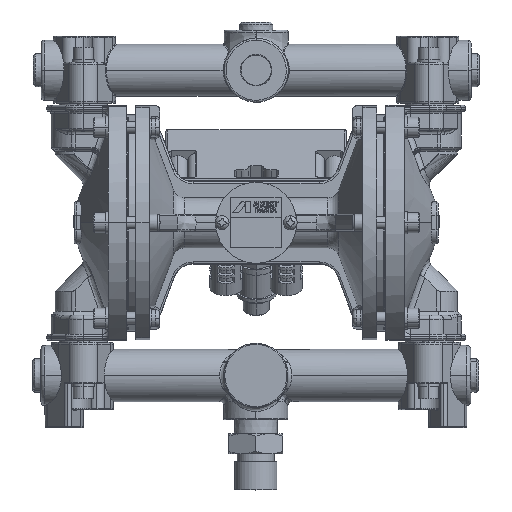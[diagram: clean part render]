
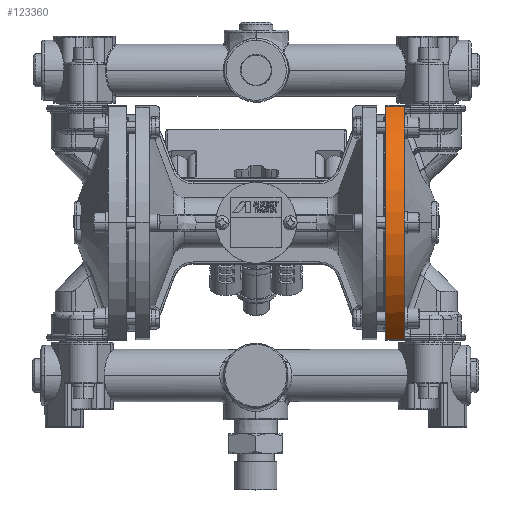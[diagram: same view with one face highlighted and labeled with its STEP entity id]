
A CAD part, top view. The second image highlights one B-rep face of the part: STEP entity #123360.
In plain terms, the highlighted cylindrical face has radius 65 mm (diameter 130 mm), a partial arc.
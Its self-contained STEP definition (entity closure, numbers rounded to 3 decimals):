
#3052 = CARTESIAN_POINT ( 'NONE',  ( 64.55, -58., 29.343 ) ) ;
#9299 = CARTESIAN_POINT ( 'NONE',  ( 73.673, 57.89, 29.56 ) ) ;
#9670 = DIRECTION ( 'NONE',  ( 0., 0., -1. ) ) ;
#11035 = CARTESIAN_POINT ( 'NONE',  ( 73.673, -57.89, 29.56 ) ) ;
#11580 = EDGE_CURVE ( 'NONE', #56542, #98321, #93744, .T. ) ;
#12152 = EDGE_CURVE ( 'NONE', #56542, #140906, #89161, .T. ) ;
#14201 = CARTESIAN_POINT ( 'NONE',  ( 73.715, 58., 29.343 ) ) ;
#28357 = EDGE_LOOP ( 'NONE', ( #154115, #169806, #150612, #130446, #186652, #131942 ) ) ;
#28784 = CARTESIAN_POINT ( 'NONE',  ( 73.65, -57.665, 29.997 ) ) ;
#38280 = VERTEX_POINT ( 'NONE', #56747 ) ;
#39801 = CARTESIAN_POINT ( 'NONE',  ( 73.65, 57.778, 29.778 ) ) ;
#41466 = DIRECTION ( 'NONE',  ( 1., 0., 0. ) ) ;
#43442 = VECTOR ( 'NONE', #111107, 1000. ) ;
#48751 = B_SPLINE_CURVE_WITH_KNOTS ( 'NONE', 3,
 ( #81667, #11035, #69219, #110283 ),
 .UNSPECIFIED., .F., .F.,
 ( 4, 4 ),
 ( 0., 0.001 ),
 .UNSPECIFIED. ) ;
#53685 = VECTOR ( 'NONE', #105379, 1000. ) ;
#56542 = VERTEX_POINT ( 'NONE', #180338 ) ;
#56747 = CARTESIAN_POINT ( 'NONE',  ( 73.715, -58., 29.343 ) ) ;
#69219 = CARTESIAN_POINT ( 'NONE',  ( 73.65, -57.778, 29.778 ) ) ;
#71032 = EDGE_CURVE ( 'NONE', #140906, #73437, #96797, .T. ) ;
#73437 = VERTEX_POINT ( 'NONE', #140589 ) ;
#81667 = CARTESIAN_POINT ( 'NONE',  ( 73.715, -58., 29.343 ) ) ;
#82750 = EDGE_CURVE ( 'NONE', #187042, #73437, #139734, .T. ) ;
#83437 = CARTESIAN_POINT ( 'NONE',  ( 134.571, 58., 29.343 ) ) ;
#85048 = AXIS2_PLACEMENT_3D ( 'NONE', #161895, #89453, #147599 ) ;
#89161 = B_SPLINE_CURVE_WITH_KNOTS ( 'NONE', 3,
 ( #126581, #39801, #9299, #97991 ),
 .UNSPECIFIED., .F., .F.,
 ( 4, 4 ),
 ( 0., 0.001 ),
 .UNSPECIFIED. ) ;
#89453 = DIRECTION ( 'NONE',  ( -1., 0., 0. ) ) ;
#93744 = CIRCLE ( 'NONE', #172977, 65. ) ;
#96483 = CYLINDRICAL_SURFACE ( 'NONE', #140161, 65. ) ;
#96797 = LINE ( 'NONE', #83437, #43442 ) ;
#97991 = CARTESIAN_POINT ( 'NONE',  ( 73.715, 58., 29.343 ) ) ;
#98321 = VERTEX_POINT ( 'NONE', #28784 ) ;
#105379 = DIRECTION ( 'NONE',  ( -1., 0., 0. ) ) ;
#108198 = CARTESIAN_POINT ( 'NONE',  ( 134.571, -58., 29.343 ) ) ;
#109856 = FACE_OUTER_BOUND ( 'NONE', #28357, .T. ) ;
#110283 = CARTESIAN_POINT ( 'NONE',  ( 73.65, -57.665, 29.997 ) ) ;
#111107 = DIRECTION ( 'NONE',  ( -1., 0., 0. ) ) ;
#123360 = ADVANCED_FACE ( 'NONE', ( #109856 ), #96483, .T. ) ;
#126581 = CARTESIAN_POINT ( 'NONE',  ( 73.65, 57.665, 29.997 ) ) ;
#129208 = DIRECTION ( 'NONE',  ( 0., 0., -1. ) ) ;
#130446 = ORIENTED_EDGE ( 'NONE', *, *, #11580, .F. ) ;
#131682 = EDGE_CURVE ( 'NONE', #38280, #98321, #48751, .T. ) ;
#131942 = ORIENTED_EDGE ( 'NONE', *, *, #71032, .T. ) ;
#139734 = CIRCLE ( 'NONE', #85048, 65. ) ;
#140161 = AXIS2_PLACEMENT_3D ( 'NONE', #140318, #184180, #9670 ) ;
#140318 = CARTESIAN_POINT ( 'NONE',  ( 134.571, 0., 0. ) ) ;
#140589 = CARTESIAN_POINT ( 'NONE',  ( 64.55, 58., 29.343 ) ) ;
#140906 = VERTEX_POINT ( 'NONE', #14201 ) ;
#146304 = CARTESIAN_POINT ( 'NONE',  ( 73.65, 0., 0. ) ) ;
#147599 = DIRECTION ( 'NONE',  ( 0., 0., 1. ) ) ;
#150612 = ORIENTED_EDGE ( 'NONE', *, *, #131682, .T. ) ;
#154115 = ORIENTED_EDGE ( 'NONE', *, *, #82750, .F. ) ;
#161895 = CARTESIAN_POINT ( 'NONE',  ( 64.55, 0., 0. ) ) ;
#169806 = ORIENTED_EDGE ( 'NONE', *, *, #175707, .F. ) ;
#172977 = AXIS2_PLACEMENT_3D ( 'NONE', #146304, #41466, #129208 ) ;
#175707 = EDGE_CURVE ( 'NONE', #38280, #187042, #181570, .T. ) ;
#180338 = CARTESIAN_POINT ( 'NONE',  ( 73.65, 57.665, 29.997 ) ) ;
#181570 = LINE ( 'NONE', #108198, #53685 ) ;
#184180 = DIRECTION ( 'NONE',  ( 1., 0., 0. ) ) ;
#186652 = ORIENTED_EDGE ( 'NONE', *, *, #12152, .T. ) ;
#187042 = VERTEX_POINT ( 'NONE', #3052 ) ;
